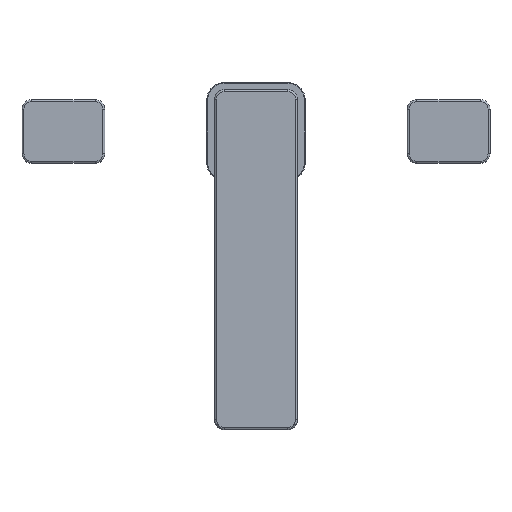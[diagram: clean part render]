
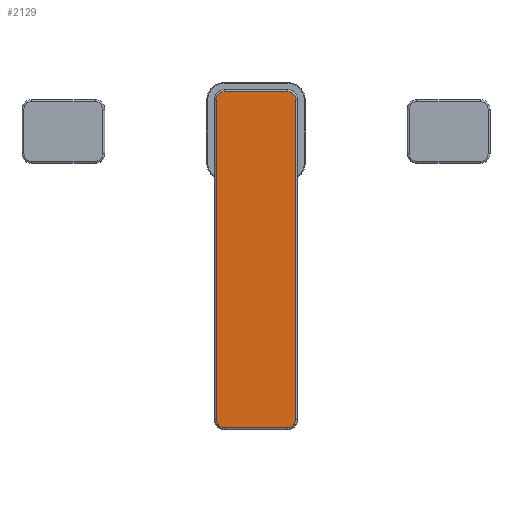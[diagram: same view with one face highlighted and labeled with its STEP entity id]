
A CAD part, top view. The second image highlights one B-rep face of the part: STEP entity #2129.
In plain terms, the highlighted planar face has unit normal (0, 0, 1).
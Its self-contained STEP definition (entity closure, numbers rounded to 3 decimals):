
#115=LINE('',#8438,#210);
#116=LINE('',#8445,#211);
#117=LINE('',#8453,#212);
#120=LINE('',#8537,#215);
#210=VECTOR('',#2706,1000.);
#211=VECTOR('',#2715,1000.);
#212=VECTOR('',#2726,1000.);
#215=VECTOR('',#2749,1000.);
#307=PLANE('',#2352);
#398=B_SPLINE_CURVE_WITH_KNOTS('',3,(#8409,#8410,#8411,#8412,#8413,#8414,
#8415,#8416,#8417,#8418,#8419,#8420,#8421,#8422,#8423,#8424,#8425,#8426,
#8427,#8428,#8429,#8430),.UNSPECIFIED.,.F.,.F.,(4,3,3,3,3,3,3,4),(0.,0.001,
0.001,0.001,0.001,0.001,
0.002,0.002),.UNSPECIFIED.);
#399=B_SPLINE_CURVE_WITH_KNOTS('',3,(#8481,#8482,#8483,#8484,#8485,#8486,
#8487,#8488,#8489,#8490,#8491,#8492,#8493,#8494,#8495,#8496,#8497,#8498,
#8499,#8500,#8501,#8502),.UNSPECIFIED.,.F.,.F.,(4,3,3,3,3,3,3,4),(0.,0.001,
0.001,0.001,0.001,0.001,
0.002,0.002),.UNSPECIFIED.);
#516=FACE_OUTER_BOUND('',#661,.T.);
#661=EDGE_LOOP('',(#1731,#1732,#1733,#1734,#1735,#1736,#1737,#1738,#1739,
#1740,#1741,#1742));
#731=CIRCLE('',#2248,4.);
#790=CIRCLE('',#2330,4.);
#794=CIRCLE('',#2336,4.);
#796=CIRCLE('',#2340,4.);
#799=CIRCLE('',#2345,4.);
#800=CIRCLE('',#2347,4.);
#879=VERTEX_POINT('',#3115);
#880=VERTEX_POINT('',#3117);
#958=VERTEX_POINT('',#8117);
#965=VERTEX_POINT('',#8236);
#966=VERTEX_POINT('',#8240);
#973=VERTEX_POINT('',#8432);
#974=VERTEX_POINT('',#8436);
#975=VERTEX_POINT('',#8440);
#976=VERTEX_POINT('',#8444);
#977=VERTEX_POINT('',#8448);
#978=VERTEX_POINT('',#8452);
#979=VERTEX_POINT('',#8504);
#1064=EDGE_CURVE('',#879,#880,#731,.T.);
#1223=EDGE_CURVE('',#880,#958,#398,.T.);
#1224=EDGE_CURVE('',#958,#973,#790,.T.);
#1227=EDGE_CURVE('',#973,#974,#115,.T.);
#1229=EDGE_CURVE('',#974,#975,#794,.T.);
#1230=EDGE_CURVE('',#976,#975,#116,.T.);
#1232=EDGE_CURVE('',#977,#976,#796,.T.);
#1234=EDGE_CURVE('',#978,#977,#117,.T.);
#1236=EDGE_CURVE('',#965,#978,#799,.T.);
#1237=EDGE_CURVE('',#966,#965,#399,.T.);
#1238=EDGE_CURVE('',#979,#966,#800,.T.);
#1244=EDGE_CURVE('',#879,#979,#120,.T.);
#1731=ORIENTED_EDGE('',*,*,#1238,.T.);
#1732=ORIENTED_EDGE('',*,*,#1237,.T.);
#1733=ORIENTED_EDGE('',*,*,#1236,.T.);
#1734=ORIENTED_EDGE('',*,*,#1234,.T.);
#1735=ORIENTED_EDGE('',*,*,#1232,.T.);
#1736=ORIENTED_EDGE('',*,*,#1230,.T.);
#1737=ORIENTED_EDGE('',*,*,#1229,.F.);
#1738=ORIENTED_EDGE('',*,*,#1227,.F.);
#1739=ORIENTED_EDGE('',*,*,#1224,.F.);
#1740=ORIENTED_EDGE('',*,*,#1223,.F.);
#1741=ORIENTED_EDGE('',*,*,#1064,.F.);
#1742=ORIENTED_EDGE('',*,*,#1244,.T.);
#2129=ADVANCED_FACE('',(#516),#307,.T.);
#2248=AXIS2_PLACEMENT_3D('',#3118,#2510,#2511);
#2330=AXIS2_PLACEMENT_3D('',#8433,#2698,#2699);
#2336=AXIS2_PLACEMENT_3D('',#8442,#2711,#2712);
#2340=AXIS2_PLACEMENT_3D('',#8449,#2720,#2721);
#2345=AXIS2_PLACEMENT_3D('',#8456,#2731,#2732);
#2347=AXIS2_PLACEMENT_3D('',#8505,#2735,#2736);
#2352=AXIS2_PLACEMENT_3D('',#8536,#2747,#2748);
#2510=DIRECTION('center_axis',(0.,0.,-1.));
#2511=DIRECTION('ref_axis',(0.,-1.,0.));
#2698=DIRECTION('center_axis',(0.,0.,-1.));
#2699=DIRECTION('ref_axis',(0.,-1.,0.));
#2706=DIRECTION('',(0.,1.,0.));
#2711=DIRECTION('center_axis',(0.,0.,-1.));
#2712=DIRECTION('ref_axis',(0.,-1.,0.));
#2715=DIRECTION('',(-1.,0.,0.));
#2720=DIRECTION('center_axis',(0.,0.,1.));
#2721=DIRECTION('ref_axis',(0.,-1.,0.));
#2726=DIRECTION('',(0.,1.,0.));
#2731=DIRECTION('center_axis',(0.,0.,1.));
#2732=DIRECTION('ref_axis',(0.,-1.,0.));
#2735=DIRECTION('center_axis',(0.,0.,1.));
#2736=DIRECTION('ref_axis',(0.,-1.,0.));
#2747=DIRECTION('center_axis',(0.,0.,1.));
#2748=DIRECTION('ref_axis',(0.,-1.,0.));
#2749=DIRECTION('',(1.,0.,0.));
#3115=CARTESIAN_POINT('',(-16.5,-175.5,99.5));
#3117=CARTESIAN_POINT('',(-18.172,-175.134,99.5));
#3118=CARTESIAN_POINT('Origin',(-16.5,-171.5,99.5));
#8117=CARTESIAN_POINT('',(-19.959,-173.508,99.5));
#8236=CARTESIAN_POINT('',(19.959,-173.508,99.5));
#8240=CARTESIAN_POINT('',(18.172,-175.134,99.5));
#8409=CARTESIAN_POINT('Ctrl Pts',(-18.172,-175.134,99.5));
#8410=CARTESIAN_POINT('Ctrl Pts',(-18.357,-175.046,99.5));
#8411=CARTESIAN_POINT('Ctrl Pts',(-18.534,-174.945,99.5));
#8412=CARTESIAN_POINT('Ctrl Pts',(-18.702,-174.832,99.5));
#8413=CARTESIAN_POINT('Ctrl Pts',(-18.703,-174.831,99.5));
#8414=CARTESIAN_POINT('Ctrl Pts',(-18.704,-174.831,99.5));
#8415=CARTESIAN_POINT('Ctrl Pts',(-18.705,-174.83,99.5));
#8416=CARTESIAN_POINT('Ctrl Pts',(-18.802,-174.765,99.5));
#8417=CARTESIAN_POINT('Ctrl Pts',(-18.897,-174.695,99.5));
#8418=CARTESIAN_POINT('Ctrl Pts',(-18.989,-174.622,99.5));
#8419=CARTESIAN_POINT('Ctrl Pts',(-19.056,-174.567,99.5));
#8420=CARTESIAN_POINT('Ctrl Pts',(-19.122,-174.511,99.5));
#8421=CARTESIAN_POINT('Ctrl Pts',(-19.186,-174.453,99.5));
#8422=CARTESIAN_POINT('Ctrl Pts',(-19.187,-174.452,99.5));
#8423=CARTESIAN_POINT('Ctrl Pts',(-19.188,-174.452,99.5));
#8424=CARTESIAN_POINT('Ctrl Pts',(-19.188,-174.451,99.5));
#8425=CARTESIAN_POINT('Ctrl Pts',(-19.367,-174.288,99.5));
#8426=CARTESIAN_POINT('Ctrl Pts',(-19.53,-174.112,99.5));
#8427=CARTESIAN_POINT('Ctrl Pts',(-19.678,-173.922,99.5));
#8428=CARTESIAN_POINT('Ctrl Pts',(-19.779,-173.79,99.5));
#8429=CARTESIAN_POINT('Ctrl Pts',(-19.873,-173.653,99.5));
#8430=CARTESIAN_POINT('Ctrl Pts',(-19.959,-173.508,99.5));
#8432=CARTESIAN_POINT('',(-20.5,-171.5,99.5));
#8433=CARTESIAN_POINT('Origin',(-16.5,-171.5,99.5));
#8436=CARTESIAN_POINT('',(-20.5,-5.,99.5));
#8438=CARTESIAN_POINT('',(-20.5,-5.,99.5));
#8440=CARTESIAN_POINT('',(-16.5,-1.,99.5));
#8442=CARTESIAN_POINT('Origin',(-16.5,-5.,99.5));
#8444=CARTESIAN_POINT('',(16.5,-1.,99.5));
#8445=CARTESIAN_POINT('',(0.,-1.,99.5));
#8448=CARTESIAN_POINT('',(20.5,-5.,99.5));
#8449=CARTESIAN_POINT('Origin',(16.5,-5.,99.5));
#8452=CARTESIAN_POINT('',(20.5,-171.5,99.5));
#8453=CARTESIAN_POINT('',(20.5,-5.,99.5));
#8456=CARTESIAN_POINT('Origin',(16.5,-171.5,99.5));
#8481=CARTESIAN_POINT('Ctrl Pts',(18.172,-175.134,99.5));
#8482=CARTESIAN_POINT('Ctrl Pts',(18.357,-175.046,99.5));
#8483=CARTESIAN_POINT('Ctrl Pts',(18.534,-174.945,99.5));
#8484=CARTESIAN_POINT('Ctrl Pts',(18.702,-174.832,99.5));
#8485=CARTESIAN_POINT('Ctrl Pts',(18.703,-174.831,99.5));
#8486=CARTESIAN_POINT('Ctrl Pts',(18.704,-174.831,99.5));
#8487=CARTESIAN_POINT('Ctrl Pts',(18.705,-174.83,99.5));
#8488=CARTESIAN_POINT('Ctrl Pts',(18.802,-174.765,99.5));
#8489=CARTESIAN_POINT('Ctrl Pts',(18.897,-174.695,99.5));
#8490=CARTESIAN_POINT('Ctrl Pts',(18.989,-174.622,99.5));
#8491=CARTESIAN_POINT('Ctrl Pts',(19.056,-174.567,99.5));
#8492=CARTESIAN_POINT('Ctrl Pts',(19.122,-174.511,99.5));
#8493=CARTESIAN_POINT('Ctrl Pts',(19.186,-174.453,99.5));
#8494=CARTESIAN_POINT('Ctrl Pts',(19.187,-174.452,99.5));
#8495=CARTESIAN_POINT('Ctrl Pts',(19.188,-174.452,99.5));
#8496=CARTESIAN_POINT('Ctrl Pts',(19.188,-174.451,99.5));
#8497=CARTESIAN_POINT('Ctrl Pts',(19.367,-174.288,99.5));
#8498=CARTESIAN_POINT('Ctrl Pts',(19.53,-174.112,99.5));
#8499=CARTESIAN_POINT('Ctrl Pts',(19.678,-173.922,99.5));
#8500=CARTESIAN_POINT('Ctrl Pts',(19.779,-173.79,99.5));
#8501=CARTESIAN_POINT('Ctrl Pts',(19.873,-173.653,99.5));
#8502=CARTESIAN_POINT('Ctrl Pts',(19.959,-173.508,99.5));
#8504=CARTESIAN_POINT('',(16.5,-175.5,99.5));
#8505=CARTESIAN_POINT('Origin',(16.5,-171.5,99.5));
#8536=CARTESIAN_POINT('Origin',(0.,-21.5,99.5));
#8537=CARTESIAN_POINT('',(0.,-175.5,99.5));
